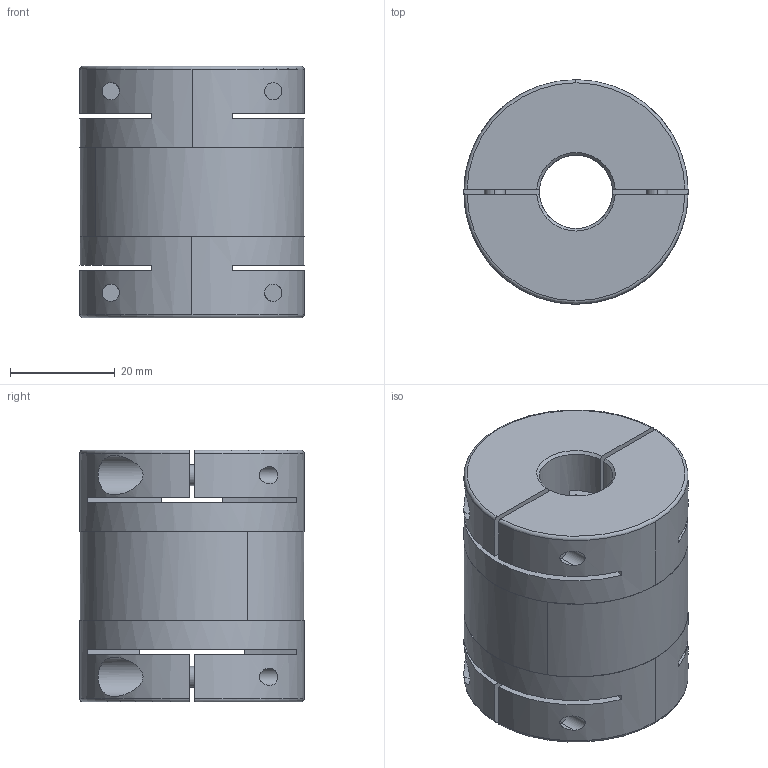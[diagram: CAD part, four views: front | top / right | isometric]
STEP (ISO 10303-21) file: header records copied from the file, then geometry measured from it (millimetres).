
FILE_DESCRIPTION (( 'STEP AP203' ), '1' );
FILE_NAME ('SHR-43C-14-22.step', '2021-05-12T16:42:19', ( '' ), ( '' ), 'SwSTEP 2.0', 'SolidWorks 2021', '' );
FILE_SCHEMA (( 'CONFIG_CONTROL_DESIGN' ));
Length unit declared in the file: millimetre
Products named in the file (1): SHR-43C-14-22
Bounding box: 42.8 x 42.8 x 48 mm (x, y, z)
Volume: 49998.1 mm3; surface area: 27589.4 mm2
Topology: 7 solids, 7 shells, 474 faces, 1231 edges, 770 vertices
Faces by surface type: cylinder 180, plane 134, torus 108, cone 28, bspline 24
Entity records: 18407 total; most frequent: CARTESIAN_POINT 6565, DIRECTION 2647, ORIENTED_EDGE 2446, EDGE_CURVE 1223, AXIS2_PLACEMENT_3D 1137, VERTEX_POINT 770, CIRCLE 686, EDGE_LOOP 503
